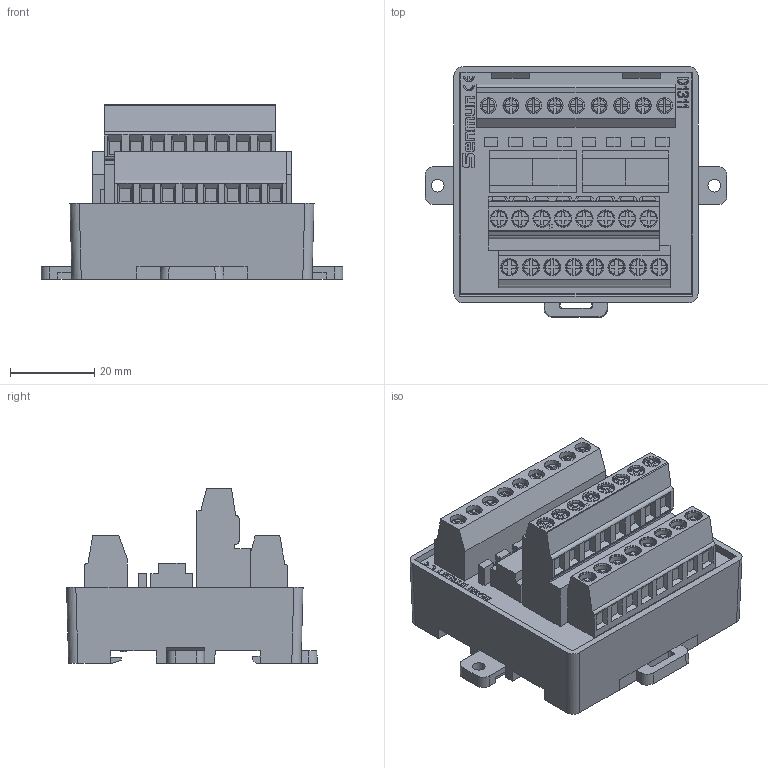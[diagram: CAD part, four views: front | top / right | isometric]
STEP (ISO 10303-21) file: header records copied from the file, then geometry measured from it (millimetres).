
FILE_DESCRIPTION(/* description */ (''),/* implementation_level */ '2;1');
FILE_NAME(/* name */ '3.stp',/* time_stamp */ '2024-08-16T09:20:40+08:00',/* author */ (''),/* organization */ (''),/* preprocessor_version */ 'ST-DEVELOPER v14',/* originating_system */ 'SIEMENS PLM Software NX 8.0',/* authorisation */ '');
FILE_SCHEMA (('AUTOMOTIVE_DESIGN { 1 0 10303 214 3 1 1 1 }'));
Length unit declared in the file: millimetre
Products named in the file (1): Admi3260DBFCab2e
Bounding box: 71.6 x 59.51 x 41.45 mm (x, y, z)
Volume: 71324.5 mm3; surface area: 20855.1 mm2
Topology: 3 solids, 3 shells, 1268 faces, 3298 edges, 2148 vertices
Faces by surface type: plane 1020, cylinder 128, torus 68, cone 38, extrusion 12, bspline 2
Full cylindrical faces by diameter (mm): 3 x2, 3.8 x9, 4.1 x14, 4.13 x14
Entity records: 40783 total; most frequent: CARTESIAN_POINT 9151, ORIENTED_EDGE 6446, DIRECTION 5800, EDGE_CURVE 3223, VECTOR 2588, LINE 2576, VERTEX_POINT 2126, AXIS2_PLACEMENT_3D 1606
